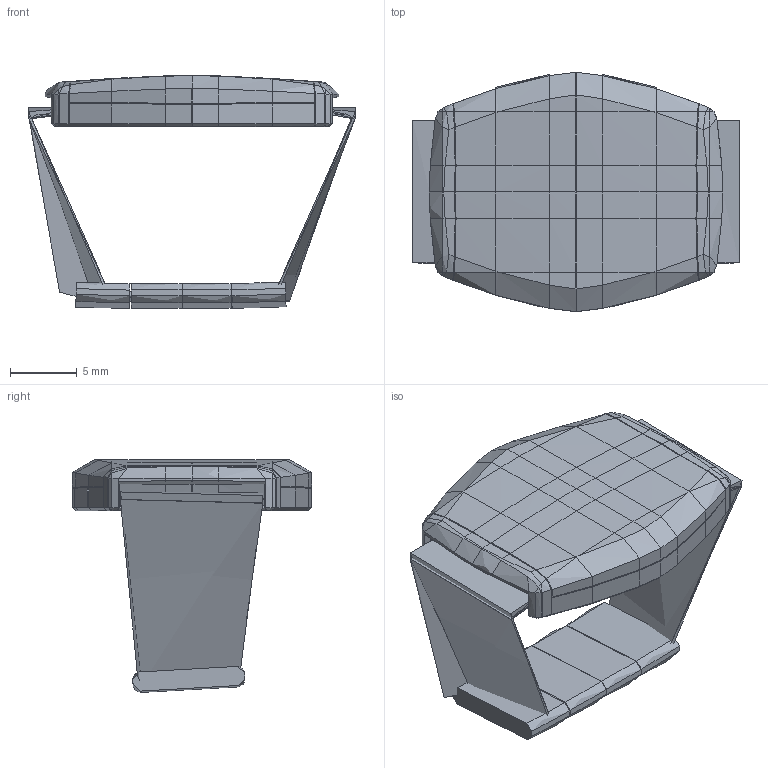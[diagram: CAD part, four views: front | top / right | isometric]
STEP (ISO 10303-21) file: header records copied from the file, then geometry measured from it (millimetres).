
FILE_DESCRIPTION(/* description */ (''),/* implementation_level */ '2;1');
FILE_NAME(/* name */ 'Watch4',/* time_stamp */ '2012-03-05T14:14:23-05:00',/* author */ (''),/* organization */ (''),/* preprocessor_version */ 'ST-DEVELOPER v10',/* originating_system */ '',/* authorisation */ '');
FILE_SCHEMA (('CONFIG_CONTROL_DESIGN'));
Length unit declared in the file: millimetre
Products named in the file (1): 1
Bounding box: 24.49 x 17.92 x 17.45 mm (x, y, z)
Volume: 4.1 mm3; surface area: 3377.7 mm2
Topology: 4 solids, 490 shells, 593 faces, 2266 edges, 2154 vertices
Faces by surface type: bspline 569, plane 24
Entity records: 47739 total; most frequent: CARTESIAN_POINT 35325, ORIENTED_EDGE 2490, EDGE_CURVE 2257, VERTEX_POINT 2154, B_SPLINE_CURVE_WITH_KNOTS 2069, EDGE_LOOP 595, ADVANCED_FACE 593, FACE_OUTER_BOUND 593
